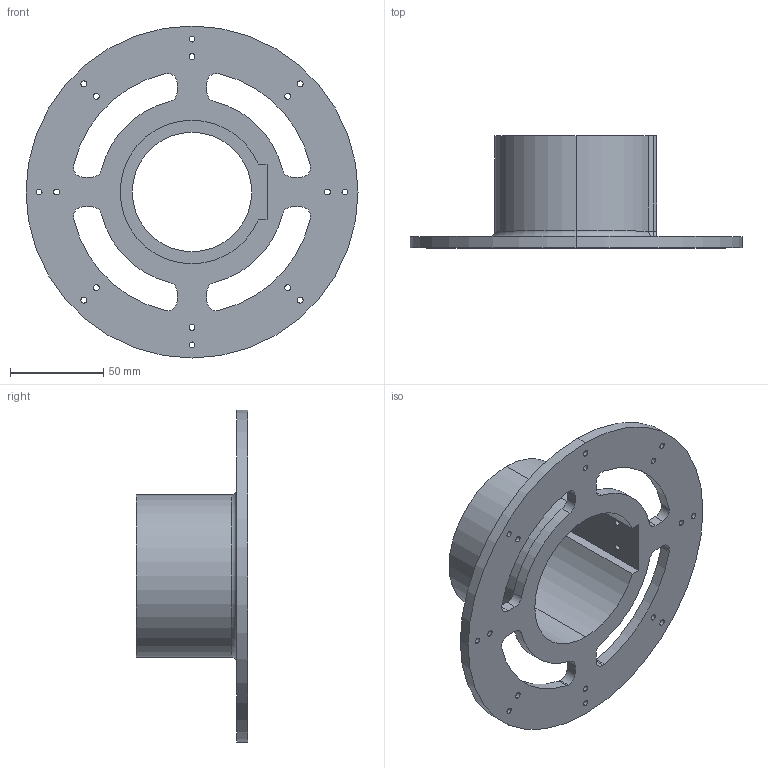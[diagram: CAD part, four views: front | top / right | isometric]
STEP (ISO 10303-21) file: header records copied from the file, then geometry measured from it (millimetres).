
FILE_DESCRIPTION (( 'STEP AP203' ), '1' );
FILE_NAME ('Gen1_filterbasket_lid(circle)2.STEP', '2024-10-14T06:59:25', ( '' ), ( '' ), 'SwSTEP 2.0', 'SolidWorks 2024', '' );
FILE_SCHEMA (( 'CONFIG_CONTROL_DESIGN' ));
Length unit declared in the file: millimetre
Products named in the file (1): Gen1_filterbasket_lid(circle)2
Bounding box: 178 x 60 x 178 mm (x, y, z)
Volume: 167543.5 mm3; surface area: 72391.1 mm2
Topology: 1 solids, 1 shells, 103 faces, 291 edges, 190 vertices
Faces by surface type: cylinder 80, plane 18, torus 3, sphere 2
Entity records: 3583 total; most frequent: DIRECTION 664, CARTESIAN_POINT 583, ORIENTED_EDGE 578, EDGE_CURVE 289, AXIS2_PLACEMENT_3D 271, VERTEX_POINT 190, CIRCLE 167, EDGE_LOOP 155
